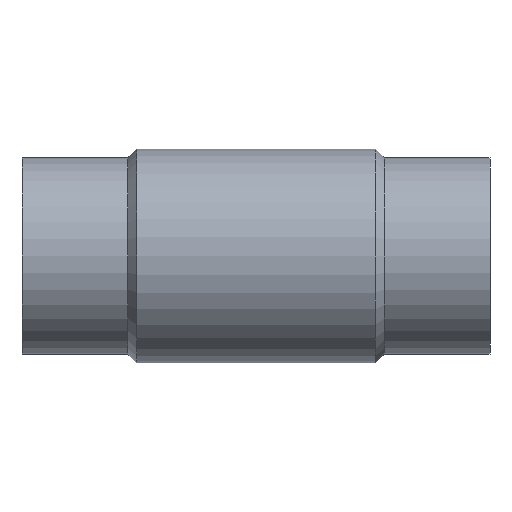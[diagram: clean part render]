
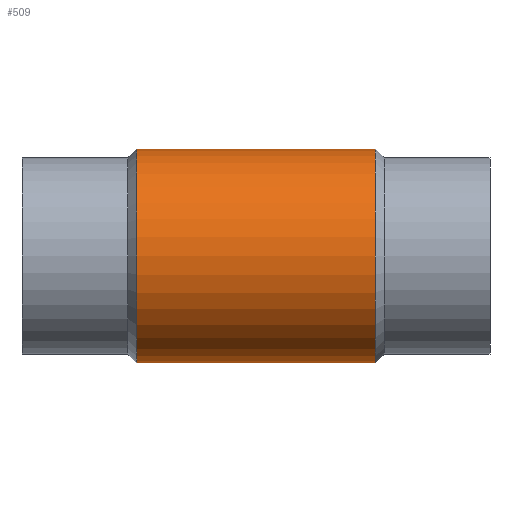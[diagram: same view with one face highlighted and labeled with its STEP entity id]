
A CAD part, front view. The second image highlights one B-rep face of the part: STEP entity #509.
In plain terms, the highlighted cylindrical face has radius 171.8 mm (diameter 343.6 mm), a full revolution.
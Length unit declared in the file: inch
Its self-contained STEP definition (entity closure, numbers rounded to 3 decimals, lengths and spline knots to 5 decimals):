
#3 = EDGE_CURVE ( 'NONE', #377, #377, #47, .T. ) ;
#6 = CARTESIAN_POINT ( 'NONE',  ( -10.82532, 13.35313, 26.21272 ) ) ;
#7 = ORIENTED_EDGE ( 'NONE', *, *, #144, .T. ) ;
#21 = AXIS2_PLACEMENT_3D ( 'NONE', #486, #214, #360 ) ;
#27 = CARTESIAN_POINT ( 'NONE',  ( -24.35288, 26.88069, 39.74027 ) ) ;
#32 = CARTESIAN_POINT ( 'NONE',  ( -24.35288, 26.88069, 26.21272 ) ) ;
#39 = EDGE_LOOP ( 'NONE', ( #7, #217 ) ) ;
#47 = CIRCLE ( 'NONE', #501, 6.76378 ) ;
#68 = DIRECTION ( 'NONE',  ( 0., 0., -1. ) ) ;
#73 = CARTESIAN_POINT ( 'NONE',  ( -10.82532, 13.35313, 39.74027 ) ) ;
#100 = EDGE_CURVE ( 'NONE', #275, #275, #180, .T. ) ;
#144 = EDGE_CURVE ( 'NONE', #437, #244, #335, .T. ) ;
#151 = CARTESIAN_POINT ( 'NONE',  ( -10.82532, 13.35313, 26.21272 ) ) ;
#153 = EDGE_CURVE ( 'NONE', #244, #437, #362, .T. ) ;
#155 = FACE_BOUND ( 'NONE', #39, .T. ) ;
#160 = CARTESIAN_POINT ( 'NONE',  ( -3.27807, 20.11691, 32.97649 ) ) ;
#178 = ORIENTED_EDGE ( 'NONE', *, *, #3, .F. ) ;
#180 = CIRCLE ( 'NONE', #21, 6.76378 ) ;
#186 = CARTESIAN_POINT ( 'NONE',  ( -10.82532, 13.35313, 39.74027 ) ) ;
#214 = DIRECTION ( 'NONE',  ( 1., 0., 0. ) ) ;
#217 = ORIENTED_EDGE ( 'NONE', *, *, #153, .T. ) ;
#238 = CARTESIAN_POINT ( 'NONE',  ( -10.82532, 13.35313, 39.74027 ) ) ;
#244 = VERTEX_POINT ( 'NONE', #151 ) ;
#250 = DIRECTION ( 'NONE',  ( 0., 1., 0. ) ) ;
#253 = CARTESIAN_POINT ( 'NONE',  ( 2.70224, 26.88069, 39.74027 ) ) ;
#255 = EDGE_LOOP ( 'NONE', ( #178 ) ) ;
#275 = VERTEX_POINT ( 'NONE', #160 ) ;
#278 = CYLINDRICAL_SURFACE ( 'NONE', #514, 6.76378 ) ;
#298 = CARTESIAN_POINT ( 'NONE',  ( -18.37256, 20.11691, 32.97649 ) ) ;
#320 = EDGE_LOOP ( 'NONE', ( #515 ) ) ;
#325 = CARTESIAN_POINT ( 'NONE',  ( -10.82532, 13.35313, 26.21272 ) ) ;
#328 = CARTESIAN_POINT ( 'NONE',  ( -18.37256, 13.35313, 32.97649 ) ) ;
#335 =( BOUNDED_CURVE ( )  B_SPLINE_CURVE ( 3, ( #238, #27, #32, #325 ),
 .UNSPECIFIED., .F., .T. ) 
 B_SPLINE_CURVE_WITH_KNOTS ( ( 4, 4 ),
 ( 1.5708, 4.71239 ),
 .UNSPECIFIED. ) 
 CURVE ( )  GEOMETRIC_REPRESENTATION_ITEM ( )  RATIONAL_B_SPLINE_CURVE ( ( 1., 0.333, 0.333, 1. ) ) 
 REPRESENTATION_ITEM ( '' )  );
#360 = DIRECTION ( 'NONE',  ( 0., 1., 0. ) ) ;
#362 =( BOUNDED_CURVE ( )  B_SPLINE_CURVE ( 3, ( #6, #600, #253, #186 ),
 .UNSPECIFIED., .F., .T. ) 
 B_SPLINE_CURVE_WITH_KNOTS ( ( 4, 4 ),
 ( 1.5708, 4.71239 ),
 .UNSPECIFIED. ) 
 CURVE ( )  GEOMETRIC_REPRESENTATION_ITEM ( )  RATIONAL_B_SPLINE_CURVE ( ( 1., 0.333, 0.333, 1. ) ) 
 REPRESENTATION_ITEM ( '' )  );
#364 = DIRECTION ( 'NONE',  ( -1., 0., 0. ) ) ;
#377 = VERTEX_POINT ( 'NONE', #298 ) ;
#433 = FACE_OUTER_BOUND ( 'NONE', #320, .T. ) ;
#437 = VERTEX_POINT ( 'NONE', #73 ) ;
#473 = CARTESIAN_POINT ( 'NONE',  ( -10.82532, 13.35313, 32.97649 ) ) ;
#475 = DIRECTION ( 'NONE',  ( 1., 0., 0. ) ) ;
#486 = CARTESIAN_POINT ( 'NONE',  ( -3.27807, 13.35313, 32.97649 ) ) ;
#487 = FACE_OUTER_BOUND ( 'NONE', #255, .T. ) ;
#501 = AXIS2_PLACEMENT_3D ( 'NONE', #328, #364, #250 ) ;
#509 = ADVANCED_FACE ( 'NONE', ( #155, #487, #433 ), #278, .T. ) ;
#514 = AXIS2_PLACEMENT_3D ( 'NONE', #473, #475, #68 ) ;
#515 = ORIENTED_EDGE ( 'NONE', *, *, #100, .F. ) ;
#600 = CARTESIAN_POINT ( 'NONE',  ( 2.70224, 26.88069, 26.21272 ) ) ;
